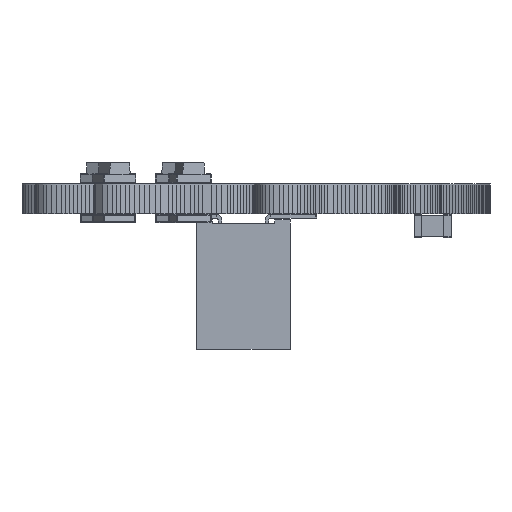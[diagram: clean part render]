
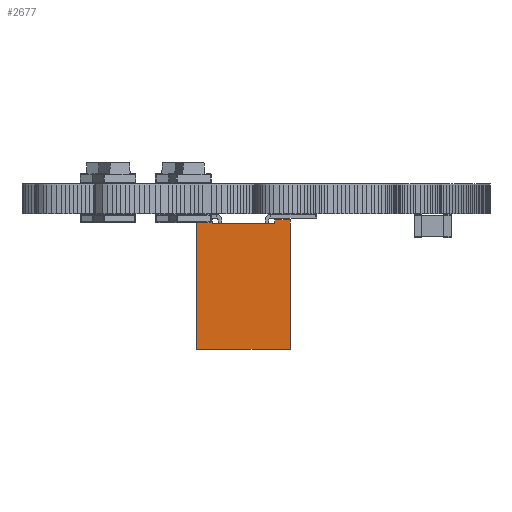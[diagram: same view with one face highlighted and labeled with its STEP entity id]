
A CAD part, left-side view. The second image highlights one B-rep face of the part: STEP entity #2677.
In plain terms, the highlighted face is planar.
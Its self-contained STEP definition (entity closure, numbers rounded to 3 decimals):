
#2589 = VERTEX_POINT('',#2590);
#2590 = CARTESIAN_POINT('',(2.54,3.81,7.3));
#2596 = EDGE_CURVE('',#2597,#2589,#2599,.T.);
#2597 = VERTEX_POINT('',#2598);
#2598 = CARTESIAN_POINT('',(2.54,3.81,0.3));
#2599 = LINE('',#2600,#2601);
#2600 = CARTESIAN_POINT('',(2.54,3.81,0.3));
#2601 = VECTOR('',#2602,1.);
#2602 = DIRECTION('',(0.,0.,1.));
#2677 = ADVANCED_FACE('',(#2678),#2735,.F.);
#2678 = FACE_BOUND('',#2679,.F.);
#2679 = EDGE_LOOP('',(#2680,#2688,#2689,#2697,#2705,#2713,#2721,#2729));
#2680 = ORIENTED_EDGE('',*,*,#2681,.F.);
#2681 = EDGE_CURVE('',#2597,#2682,#2684,.T.);
#2682 = VERTEX_POINT('',#2683);
#2683 = CARTESIAN_POINT('',(1.693,3.81,0.3));
#2684 = LINE('',#2685,#2686);
#2685 = CARTESIAN_POINT('',(2.54,3.81,0.3));
#2686 = VECTOR('',#2687,1.);
#2687 = DIRECTION('',(-1.,0.,0.));
#2688 = ORIENTED_EDGE('',*,*,#2596,.T.);
#2689 = ORIENTED_EDGE('',*,*,#2690,.T.);
#2690 = EDGE_CURVE('',#2589,#2691,#2693,.T.);
#2691 = VERTEX_POINT('',#2692);
#2692 = CARTESIAN_POINT('',(-2.54,3.81,7.3));
#2693 = LINE('',#2694,#2695);
#2694 = CARTESIAN_POINT('',(2.54,3.81,7.3));
#2695 = VECTOR('',#2696,1.);
#2696 = DIRECTION('',(-1.,0.,0.));
#2697 = ORIENTED_EDGE('',*,*,#2698,.F.);
#2698 = EDGE_CURVE('',#2699,#2691,#2701,.T.);
#2699 = VERTEX_POINT('',#2700);
#2700 = CARTESIAN_POINT('',(-2.54,3.81,0.3));
#2701 = LINE('',#2702,#2703);
#2702 = CARTESIAN_POINT('',(-2.54,3.81,0.3));
#2703 = VECTOR('',#2704,1.);
#2704 = DIRECTION('',(0.,0.,1.));
#2705 = ORIENTED_EDGE('',*,*,#2706,.F.);
#2706 = EDGE_CURVE('',#2707,#2699,#2709,.T.);
#2707 = VERTEX_POINT('',#2708);
#2708 = CARTESIAN_POINT('',(-1.693,3.81,0.3));
#2709 = LINE('',#2710,#2711);
#2710 = CARTESIAN_POINT('',(2.54,3.81,0.3));
#2711 = VECTOR('',#2712,1.);
#2712 = DIRECTION('',(-1.,0.,0.));
#2713 = ORIENTED_EDGE('',*,*,#2714,.T.);
#2714 = EDGE_CURVE('',#2707,#2715,#2717,.T.);
#2715 = VERTEX_POINT('',#2716);
#2716 = CARTESIAN_POINT('',(-1.693,3.81,0.5));
#2717 = LINE('',#2718,#2719);
#2718 = CARTESIAN_POINT('',(-1.693,3.81,0.3));
#2719 = VECTOR('',#2720,1.);
#2720 = DIRECTION('',(0.,0.,1.));
#2721 = ORIENTED_EDGE('',*,*,#2722,.F.);
#2722 = EDGE_CURVE('',#2723,#2715,#2725,.T.);
#2723 = VERTEX_POINT('',#2724);
#2724 = CARTESIAN_POINT('',(1.693,3.81,0.5));
#2725 = LINE('',#2726,#2727);
#2726 = CARTESIAN_POINT('',(1.693,3.81,0.5));
#2727 = VECTOR('',#2728,1.);
#2728 = DIRECTION('',(-1.,0.,0.));
#2729 = ORIENTED_EDGE('',*,*,#2730,.F.);
#2730 = EDGE_CURVE('',#2682,#2723,#2731,.T.);
#2731 = LINE('',#2732,#2733);
#2732 = CARTESIAN_POINT('',(1.693,3.81,0.3));
#2733 = VECTOR('',#2734,1.);
#2734 = DIRECTION('',(0.,0.,1.));
#2735 = PLANE('',#2736);
#2736 = AXIS2_PLACEMENT_3D('',#2737,#2738,#2739);
#2737 = CARTESIAN_POINT('',(2.54,3.81,0.3));
#2738 = DIRECTION('',(0.,-1.,0.));
#2739 = DIRECTION('',(-1.,0.,0.));
